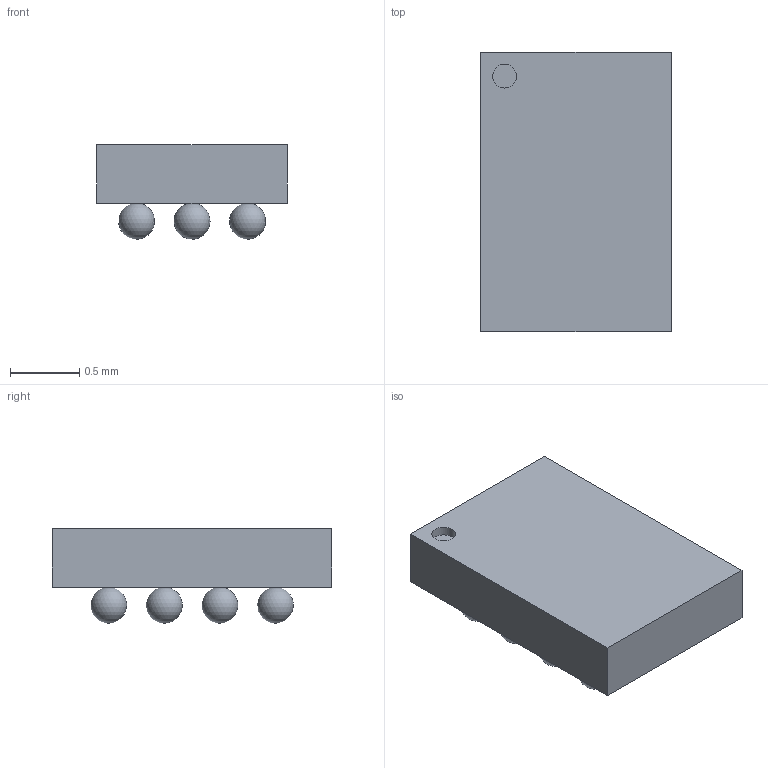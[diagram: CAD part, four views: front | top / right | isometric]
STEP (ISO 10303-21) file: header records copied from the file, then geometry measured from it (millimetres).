
FILE_DESCRIPTION(('FreeCAD Model'),'2;1');
FILE_NAME('295466.6.1.stp','2022-06-15T05:24:05',( 'Author'),(''),'Open CASCADE STEP processor 6.9','FreeCAD','Unknown' );
FILE_SCHEMA(('AUTOMOTIVE_DESIGN { 1 0 10303 214 1 1 1 1 }'));
Length unit declared in the file: millimetre
Products named in the file (12): ASSEMBLY; A1; A3; B1; B2; B3; C1; C3; D1; D2; D3; Body
Assembly tree (11 placements, depth 2):
  ASSEMBLY
    A1
    A3
    B1
    B2
    B3
    C1
    C3
    D1
    D2
    D3
    Body
Bounding box: 1.37 x 2.01 x 0.68 mm (x, y, z)
Volume: 1.2 mm3; surface area: 10.5 mm2
Topology: 11 solids, 11 shells, 18 faces, 45 edges, 30 vertices
Faces by surface type: sphere 10, plane 7, cylinder 1
Full cylindrical faces by diameter (mm): 0.171 x1
Entity records: 836 total; most frequent: DIRECTION 107, CARTESIAN_POINT 95, LINE 41, VECTOR 41, AXIS2_PLACEMENT_3D 32, ORIENTED_EDGE 30, PCURVE 30, DEFINITIONAL_REPRESENTATION 30
